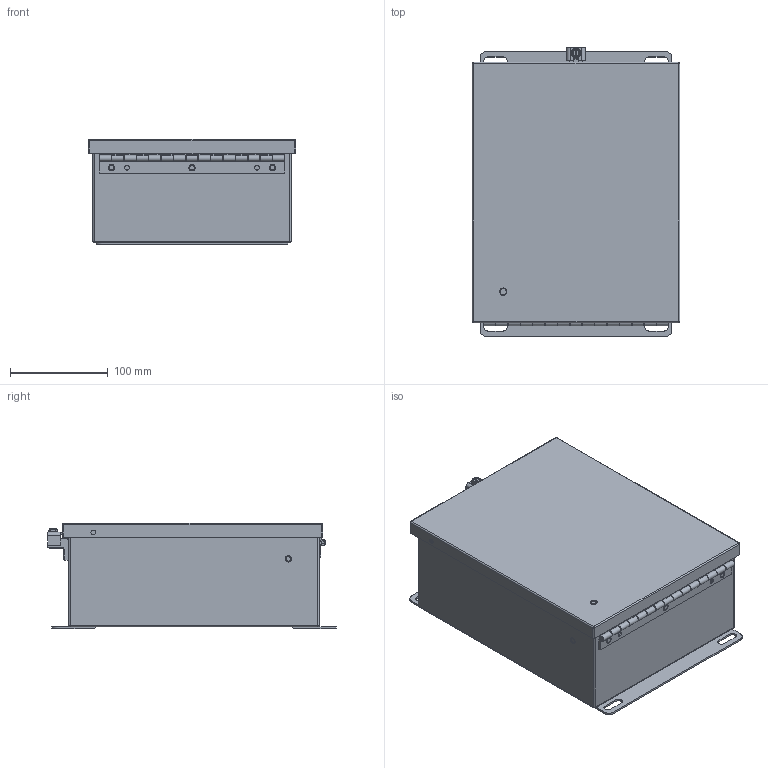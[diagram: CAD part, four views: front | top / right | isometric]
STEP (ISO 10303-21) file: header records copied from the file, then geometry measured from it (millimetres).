
FILE_DESCRIPTION (( 'STEP AP214' ), '1' );
FILE_NAME ('SCE-1008CHSNF.STEP', '2021-01-12T16:20:02', ( '' ), ( '' ), 'SwSTEP 2.0', 'SolidWorks 2019', '' );
FILE_SCHEMA (( 'AUTOMOTIVE_DESIGN' ));
Length unit declared in the file: inch
Products named in the file (1): SCE-1008CHSNF
Bounding box: 212.72 x 296.07 x 108.33 mm (x, y, z)
Volume: 498875 mm3; surface area: 610196.8 mm2
Topology: 31 solids, 31 shells, 967 faces, 2418 edges, 1426 vertices
Faces by surface type: plane 422, cylinder 261, bspline 234, cone 29, sphere 20, torus 1
Full cylindrical faces by diameter (mm): 3.124 x1, 4.763 x2, 4.775 x10, 4.78 x1, 4.826 x8, 4.902 x6, 4.905 x1, 5.537 x2, 6.35 x4, 6.502 x6, 7.112 x4, 7.14 x4, 9.474 x4, 10.058 x1
Entity records: 50447 total; most frequent: CARTESIAN_POINT 17265, ORIENTED_EDGE 4354, DIRECTION 3620, EDGE_CURVE 2177, VERTEX_POINT 1397, AXIS2_PLACEMENT_3D 1289, EDGE_LOOP 1152, VECTOR 1042
